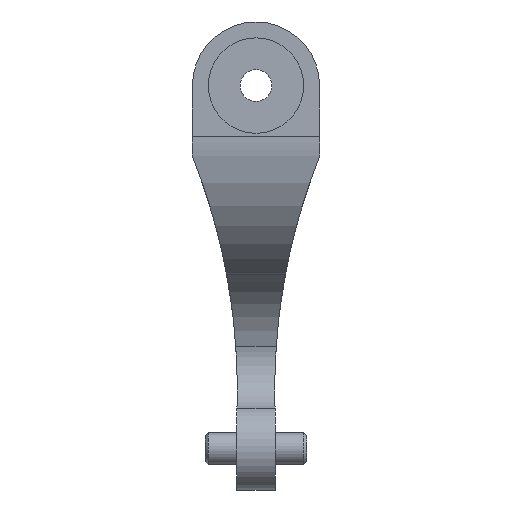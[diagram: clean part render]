
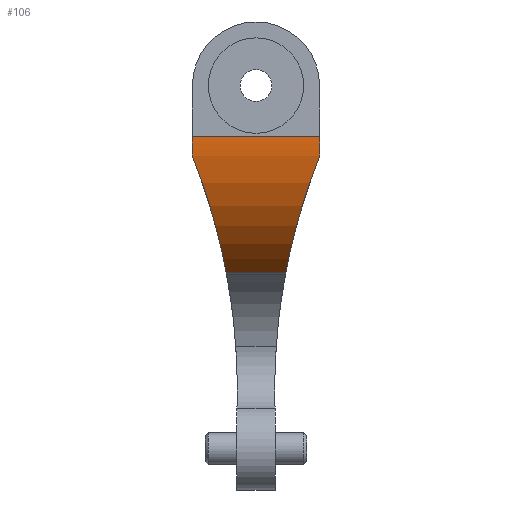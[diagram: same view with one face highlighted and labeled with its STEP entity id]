
A CAD part, left-side view. The second image highlights one B-rep face of the part: STEP entity #106.
In plain terms, the highlighted cylindrical face has radius 62.865 mm (diameter 125.73 mm), a partial arc.
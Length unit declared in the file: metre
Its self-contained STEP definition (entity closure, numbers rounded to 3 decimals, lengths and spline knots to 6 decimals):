
#106 = ADVANCED_FACE( '', ( #251 ), #252, .T. );
#251 = FACE_OUTER_BOUND( '', #452, .T. );
#252 = CYLINDRICAL_SURFACE( '', #453, 0.062865 );
#452 = EDGE_LOOP( '', ( #728, #729, #730, #731, #732, #733 ) );
#453 = AXIS2_PLACEMENT_3D( '', #734, #735, #736 );
#728 = ORIENTED_EDGE( '', *, *, #1095, .T. );
#729 = ORIENTED_EDGE( '', *, *, #1031, .T. );
#730 = ORIENTED_EDGE( '', *, *, #1096, .F. );
#731 = ORIENTED_EDGE( '', *, *, #1040, .F. );
#732 = ORIENTED_EDGE( '', *, *, #1077, .F. );
#733 = ORIENTED_EDGE( '', *, *, #1090, .T. );
#734 = CARTESIAN_POINT( '', ( 0., -0.0254, -0.060244 ) );
#735 = DIRECTION( '', ( 0., -1., 0. ) );
#736 = DIRECTION( '', ( 0., 0., 1. ) );
#1031 = EDGE_CURVE( '', #1200, #1198, #1201, .T. );
#1040 = EDGE_CURVE( '', #1213, #1216, #1217, .T. );
#1077 = EDGE_CURVE( '', #1276, #1213, #1278, .T. );
#1090 = EDGE_CURVE( '', #1276, #1295, #1297, .T. );
#1095 = EDGE_CURVE( '', #1295, #1200, #1304, .T. );
#1096 = EDGE_CURVE( '', #1216, #1198, #1305, .T. );
#1198 = VERTEX_POINT( '', #1617 );
#1200 = VERTEX_POINT( '', #1622 );
#1201 = B_SPLINE_CURVE_WITH_KNOTS( '', 3, ( #1623, #1624, #1625, #1626, #1627, #1628, #1629, #1630, #1631, #1632, #1633, #1634, #1635, #1636, #1637, #1638, #1639, #1640, #1641, #1642, #1643, #1644 ), .UNSPECIFIED., .F., .F., ( 4, 2, 2, 2, 2, 2, 2, 2, 2, 2, 4 ), ( 0., 0.007366, 0.014733, 0.018416, 0.022099, 0.029465, 0.036831, 0.040514, 0.044198, 0.051564, 0.05893 ), .UNSPECIFIED. );
#1213 = VERTEX_POINT( '', #1659 );
#1216 = VERTEX_POINT( '', #1663 );
#1217 = B_SPLINE_CURVE_WITH_KNOTS( '', 3, ( #1664, #1665, #1666, #1667, #1668, #1669, #1670, #1671, #1672, #1673, #1674, #1675, #1676, #1677, #1678, #1679, #1680, #1681, #1682, #1683, #1684, #1685 ), .UNSPECIFIED., .F., .F., ( 4, 2, 2, 2, 2, 2, 2, 2, 2, 2, 4 ), ( 0., 0.007366, 0.014733, 0.018416, 0.022099, 0.029465, 0.036831, 0.040514, 0.044198, 0.051564, 0.05893 ), .UNSPECIFIED. );
#1276 = VERTEX_POINT( '', #1938 );
#1278 = CIRCLE( '', #1941, 0.062865 );
#1295 = VERTEX_POINT( '', #1961 );
#1297 = LINE( '', #1964, #1965 );
#1304 = CIRCLE( '', #1972, 0.062865 );
#1305 = LINE( '', #1973, #1974 );
#1617 = CARTESIAN_POINT( '', ( -0.031845, 0.011945, -0.114446 ) );
#1622 = CARTESIAN_POINT( '', ( -0.062376, 0.0254, -0.068072 ) );
#1623 = CARTESIAN_POINT( '', ( -0.062376, 0.0254, -0.068072 ) );
#1624 = CARTESIAN_POINT( '', ( -0.062087, 0.024489, -0.07037 ) );
#1625 = CARTESIAN_POINT( '', ( -0.061673, 0.023624, -0.072647 ) );
#1626 = CARTESIAN_POINT( '', ( -0.060592, 0.021985, -0.077156 ) );
#1627 = CARTESIAN_POINT( '', ( -0.059925, 0.021209, -0.079388 ) );
#1628 = CARTESIAN_POINT( '', ( -0.058729, 0.020108, -0.0827 ) );
#1629 = CARTESIAN_POINT( '', ( -0.058298, 0.019752, -0.083797 ) );
#1630 = CARTESIAN_POINT( '', ( -0.057368, 0.019059, -0.08598 ) );
#1631 = CARTESIAN_POINT( '', ( -0.056869, 0.018722, -0.087066 ) );
#1632 = CARTESIAN_POINT( '', ( -0.05527, 0.017745, -0.090295 ) );
#1633 = CARTESIAN_POINT( '', ( -0.054086, 0.017147, -0.092376 ) );
#1634 = CARTESIAN_POINT( '', ( -0.051486, 0.016042, -0.096395 ) );
#1635 = CARTESIAN_POINT( '', ( -0.05007, 0.015535, -0.098333 ) );
#1636 = CARTESIAN_POINT( '', ( -0.04777, 0.014838, -0.101128 ) );
#1637 = CARTESIAN_POINT( '', ( -0.046973, 0.014615, -0.102041 ) );
#1638 = CARTESIAN_POINT( '', ( -0.04532, 0.01419, -0.103828 ) );
#1639 = CARTESIAN_POINT( '', ( -0.044462, 0.013987, -0.104704 ) );
#1640 = CARTESIAN_POINT( '', ( -0.041803, 0.013408, -0.107261 ) );
#1641 = CARTESIAN_POINT( '', ( -0.039939, 0.013065, -0.108854 ) );
#1642 = CARTESIAN_POINT( '', ( -0.036029, 0.012452, -0.111819 ) );
#1643 = CARTESIAN_POINT( '', ( -0.033983, 0.012183, -0.11319 ) );
#1644 = CARTESIAN_POINT( '', ( -0.031845, 0.011945, -0.114446 ) );
#1659 = CARTESIAN_POINT( '', ( -0.062376, -0.0254, -0.068072 ) );
#1663 = CARTESIAN_POINT( '', ( -0.031845, -0.011945, -0.114446 ) );
#1664 = CARTESIAN_POINT( '', ( -0.062376, -0.0254, -0.068072 ) );
#1665 = CARTESIAN_POINT( '', ( -0.062087, -0.024489, -0.07037 ) );
#1666 = CARTESIAN_POINT( '', ( -0.061673, -0.023624, -0.072647 ) );
#1667 = CARTESIAN_POINT( '', ( -0.060592, -0.021985, -0.077156 ) );
#1668 = CARTESIAN_POINT( '', ( -0.059925, -0.021209, -0.079388 ) );
#1669 = CARTESIAN_POINT( '', ( -0.058729, -0.020108, -0.0827 ) );
#1670 = CARTESIAN_POINT( '', ( -0.058298, -0.019752, -0.083797 ) );
#1671 = CARTESIAN_POINT( '', ( -0.057368, -0.019059, -0.08598 ) );
#1672 = CARTESIAN_POINT( '', ( -0.056869, -0.018722, -0.087066 ) );
#1673 = CARTESIAN_POINT( '', ( -0.05527, -0.017745, -0.090295 ) );
#1674 = CARTESIAN_POINT( '', ( -0.054086, -0.017147, -0.092376 ) );
#1675 = CARTESIAN_POINT( '', ( -0.051486, -0.016042, -0.096395 ) );
#1676 = CARTESIAN_POINT( '', ( -0.05007, -0.015535, -0.098333 ) );
#1677 = CARTESIAN_POINT( '', ( -0.04777, -0.014838, -0.101128 ) );
#1678 = CARTESIAN_POINT( '', ( -0.046973, -0.014615, -0.102041 ) );
#1679 = CARTESIAN_POINT( '', ( -0.04532, -0.01419, -0.103828 ) );
#1680 = CARTESIAN_POINT( '', ( -0.044462, -0.013987, -0.104704 ) );
#1681 = CARTESIAN_POINT( '', ( -0.041803, -0.013408, -0.107261 ) );
#1682 = CARTESIAN_POINT( '', ( -0.039939, -0.013065, -0.108854 ) );
#1683 = CARTESIAN_POINT( '', ( -0.036029, -0.012452, -0.111819 ) );
#1684 = CARTESIAN_POINT( '', ( -0.033983, -0.012183, -0.11319 ) );
#1685 = CARTESIAN_POINT( '', ( -0.031845, -0.011945, -0.114446 ) );
#1938 = CARTESIAN_POINT( '', ( -0.062865, -0.0254, -0.060244 ) );
#1941 = AXIS2_PLACEMENT_3D( '', #2139, #2140, #2141 );
#1961 = CARTESIAN_POINT( '', ( -0.062865, 0.0254, -0.060244 ) );
#1964 = CARTESIAN_POINT( '', ( -0.062865, -0.0254, -0.060244 ) );
#1965 = VECTOR( '', #2161, 1. );
#1972 = AXIS2_PLACEMENT_3D( '', #2168, #2169, #2170 );
#1973 = CARTESIAN_POINT( '', ( -0.031845, -0.0254, -0.114446 ) );
#1974 = VECTOR( '', #2171, 1. );
#2139 = CARTESIAN_POINT( '', ( 0., -0.0254, -0.060244 ) );
#2140 = DIRECTION( '', ( 0., -1., 0. ) );
#2141 = DIRECTION( '', ( -1., 0., 0. ) );
#2161 = DIRECTION( '', ( 0., 1., 0. ) );
#2168 = CARTESIAN_POINT( '', ( 0., 0.0254, -0.060244 ) );
#2169 = DIRECTION( '', ( 0., -1., 0. ) );
#2170 = DIRECTION( '', ( -1., 0., 0. ) );
#2171 = DIRECTION( '', ( 0., 1., 0. ) );
